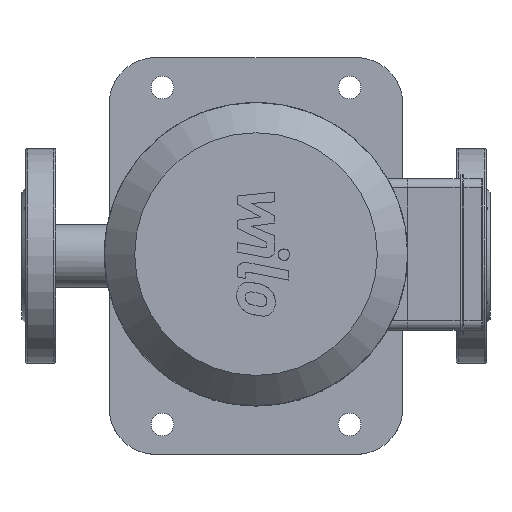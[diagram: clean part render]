
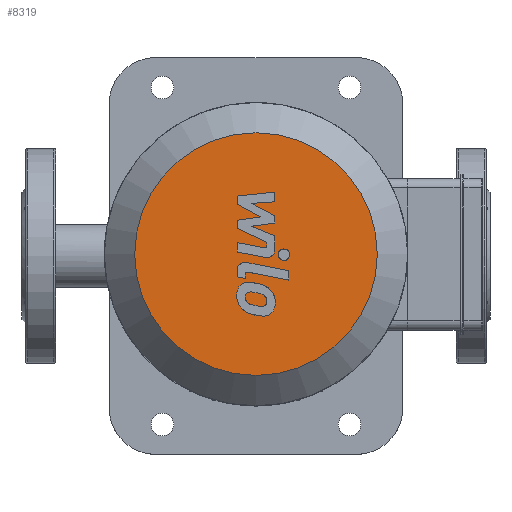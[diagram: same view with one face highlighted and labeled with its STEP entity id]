
A CAD part, top view. The second image highlights one B-rep face of the part: STEP entity #8319.
In plain terms, the highlighted planar face has unit normal (0, 0, 1).
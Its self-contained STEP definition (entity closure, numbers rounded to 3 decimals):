
#1715=PLANE('',#9149);
#2258=FACE_OUTER_BOUND('',#2783,.T.);
#2783=EDGE_LOOP('',(#7273));
#3324=CIRCLE('',#9150,64.8);
#4074=VERTEX_POINT('',#14205);
#5193=EDGE_CURVE('',#4074,#4074,#3324,.T.);
#7273=ORIENTED_EDGE('',*,*,#5193,.F.);
#8319=ADVANCED_FACE('',(#2258),#1715,.T.);
#9149=AXIS2_PLACEMENT_3D('',#14204,#11234,#11235);
#9150=AXIS2_PLACEMENT_3D('',#14206,#11236,#11237);
#11234=DIRECTION('center_axis',(0.,0.,
1.));
#11235=DIRECTION('ref_axis',(0.,-1.,0.));
#11236=DIRECTION('center_axis',(0.,0.,
-1.));
#11237=DIRECTION('ref_axis',(0.,1.,0.));
#14204=CARTESIAN_POINT('Origin',(0.,32.4,594.5));
#14205=CARTESIAN_POINT('',(0.,64.8,594.5));
#14206=CARTESIAN_POINT('Origin',(0.,0.,594.5));
